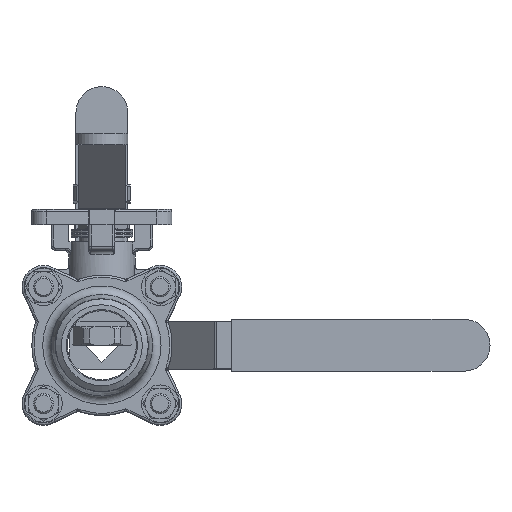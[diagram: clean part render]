
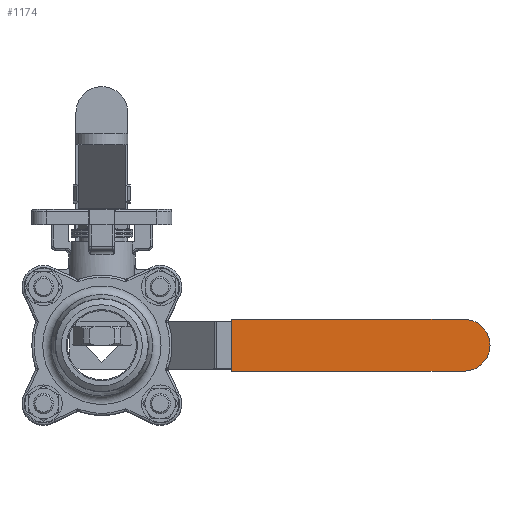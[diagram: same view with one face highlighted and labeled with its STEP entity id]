
A CAD part, top view. The second image highlights one B-rep face of the part: STEP entity #1174.
In plain terms, the highlighted planar face has unit normal (0, 0, 1).
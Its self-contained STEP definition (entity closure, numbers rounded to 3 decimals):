
#1174 = ADVANCED_FACE( '', ( #3043 ), #3044, .F. );
#3043 = FACE_OUTER_BOUND( '', #9441, .T. );
#3044 = PLANE( '', #9442 );
#9441 = EDGE_LOOP( '', ( #32797, #32798, #32799, #32800 ) );
#9442 = AXIS2_PLACEMENT_3D( '', #32801, #32802, #32803 );
#32797 = ORIENTED_EDGE( '', *, *, #39256, .T. );
#32798 = ORIENTED_EDGE( '', *, *, #39257, .T. );
#32799 = ORIENTED_EDGE( '', *, *, #39258, .T. );
#32800 = ORIENTED_EDGE( '', *, *, #39259, .F. );
#32801 = CARTESIAN_POINT( '', ( -12., 120., 2.5 ) );
#32802 = DIRECTION( '', ( 0., 0., -1. ) );
#32803 = DIRECTION( '', ( -1., 0., 0. ) );
#39256 = EDGE_CURVE( '', #42815, #42816, #42817, .F. );
#39257 = EDGE_CURVE( '', #42816, #42818, #42819, .T. );
#39258 = EDGE_CURVE( '', #42818, #42820, #42821, .T. );
#39259 = EDGE_CURVE( '', #42815, #42820, #42822, .T. );
#42815 = VERTEX_POINT( '', #50077 );
#42816 = VERTEX_POINT( '', #50078 );
#42817 = CIRCLE( '', #50079, 12. );
#42818 = VERTEX_POINT( '', #50080 );
#42819 = LINE( '', #50081, #50082 );
#42820 = VERTEX_POINT( '', #50083 );
#42821 = LINE( '', #50084, #50085 );
#42822 = LINE( '', #50086, #50087 );
#50077 = CARTESIAN_POINT( '', ( 12., 108., 2.5 ) );
#50078 = CARTESIAN_POINT( '', ( -12., 108., 2.5 ) );
#50079 = AXIS2_PLACEMENT_3D( '', #59138, #59139, #59140 );
#50080 = CARTESIAN_POINT( '', ( -12., 0., 2.5 ) );
#50081 = CARTESIAN_POINT( '', ( -12., 120., 2.5 ) );
#50082 = VECTOR( '', #59141, 1000. );
#50083 = CARTESIAN_POINT( '', ( 12., 0., 2.5 ) );
#50084 = CARTESIAN_POINT( '', ( -12., 0., 2.5 ) );
#50085 = VECTOR( '', #59142, 1000. );
#50086 = CARTESIAN_POINT( '', ( 12., 120., 2.5 ) );
#50087 = VECTOR( '', #59143, 1000. );
#59138 = CARTESIAN_POINT( '', ( 0., 108., 2.5 ) );
#59139 = DIRECTION( '', ( 0., 0., -1. ) );
#59140 = DIRECTION( '', ( -1., 0., 0. ) );
#59141 = DIRECTION( '', ( 0., -1., 0. ) );
#59142 = DIRECTION( '', ( 1., 0., 0. ) );
#59143 = DIRECTION( '', ( 0., -1., 0. ) );
